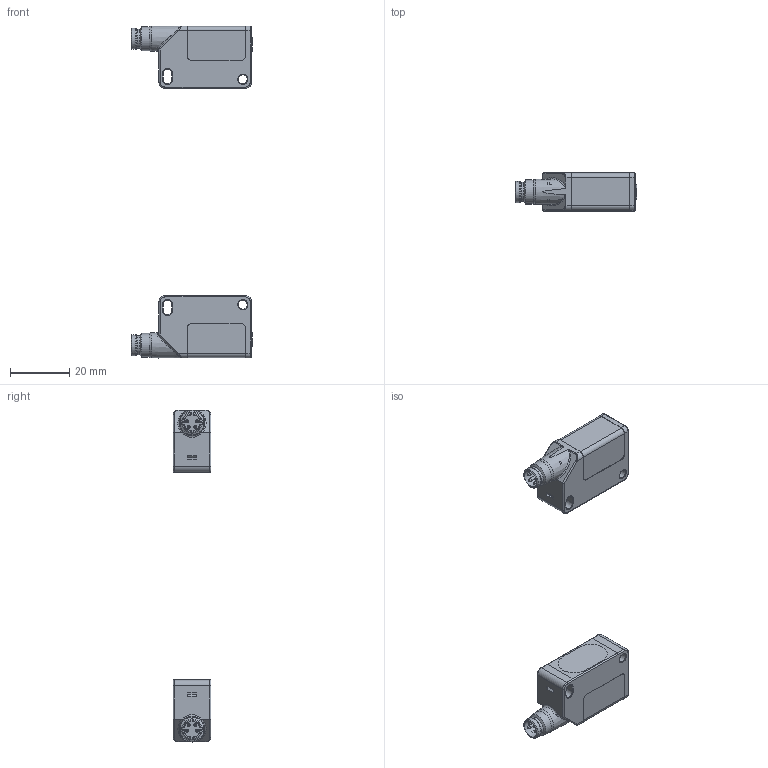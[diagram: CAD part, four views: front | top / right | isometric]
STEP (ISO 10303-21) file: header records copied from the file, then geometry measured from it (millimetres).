
FILE_DESCRIPTION( ( 'Unknown' ), '1' );
FILE_NAME( 'QMRHD_0P-0F.stp', 'Unknown', ( 'Unknown' ), ( 'Unknown' ), 'PSStep 15.0.49', 'Unknown', ' ' );
FILE_SCHEMA( ( 'AUTOMOTIVE_DESIGN { 1 0 10303 214 1 1 1 1 }' ) );
Length unit declared in the file: millimetre
Products named in the file (14): 6606_fig; 6571_fig; corpo_6571_fig; 6572_fig; 6619_fig; 6550_fig; QMRH_00-0F; 6570_fig; 6629_fig; 6907_fig; QMRD_00-0F; 6570_fig-oa0; Assem1
Assembly tree (20 placements, depth 5):
  Assem1
    QMRH_00-0F
      6570_fig
      6629_fig
      6907_fig
      6571_fig
        corpo_6571_fig
        6572_fig  x4
      6619_fig
        6550_fig
        6606_fig
          6606_fig
    QMRD_00-0F
      6570_fig-oa0
      6629_fig
      6907_fig
      6571_fig
        corpo_6571_fig
        6572_fig  x4
      6619_fig
        6550_fig
        6606_fig
          6606_fig
Bounding box: 41.11 x 12.8 x 112.01 mm (x, y, z)
Volume: 16438.8 mm3; surface area: 10923.4 mm2
Topology: 20 solids, 26 shells, 464 faces, 1110 edges, 720 vertices
Faces by surface type: plane 244, cylinder 152, cone 42, torus 14, bspline 12
Full cylindrical faces by diameter (mm): 1 x16, 3 x2, 3.5 x2, 5.5 x2, 5.8 x2, 6.4 x2, 7 x2, 8 x2
Entity records: 9869 total; most frequent: CARTESIAN_POINT 2306, DIRECTION 1212, ORIENTED_EDGE 1058, EDGE_CURVE 529, AXIS2_PLACEMENT_3D 451, VERTEX_POINT 354, LINE 310, VECTOR 310
